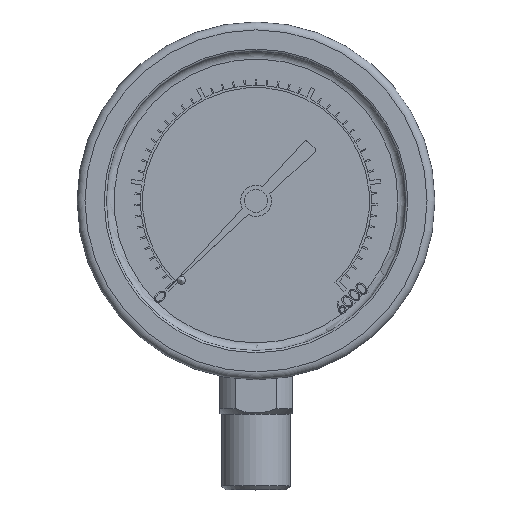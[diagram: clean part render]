
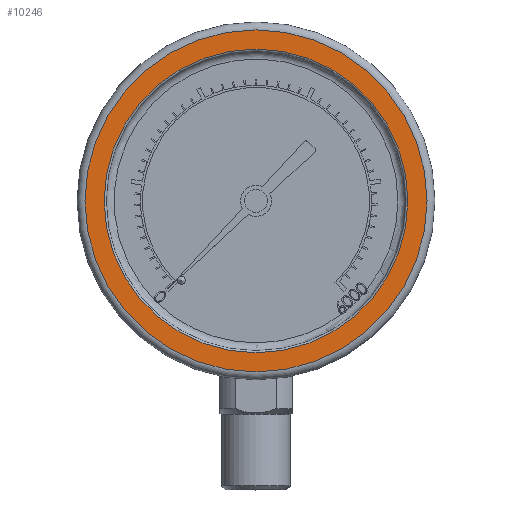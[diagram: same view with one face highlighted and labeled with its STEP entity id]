
A CAD part, top view. The second image highlights one B-rep face of the part: STEP entity #10246.
In plain terms, the highlighted planar face has unit normal (0, 0, 1).
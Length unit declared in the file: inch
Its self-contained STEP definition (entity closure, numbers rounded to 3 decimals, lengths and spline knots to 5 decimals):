
#246 = CARTESIAN_POINT ( 'NONE',  ( 0., 0., 0. ) ) ;
#2251 = AXIS2_PLACEMENT_3D ( 'NONE', #3357, #11537, #17102 ) ;
#3002 = VERTEX_POINT ( 'NONE', #6044 ) ;
#3357 = CARTESIAN_POINT ( 'NONE',  ( 0., 0., 0. ) ) ;
#3549 = EDGE_LOOP ( 'NONE', ( #17308 ) ) ;
#6044 = CARTESIAN_POINT ( 'NONE',  ( 1.151, 0., 0. ) ) ;
#7127 = VERTEX_POINT ( 'NONE', #14328 ) ;
#8208 = ORIENTED_EDGE ( 'NONE', *, *, #17408, .T. ) ;
#8366 = CARTESIAN_POINT ( 'NONE',  ( 0., 0., 0. ) ) ;
#8638 = FACE_BOUND ( 'NONE', #14611, .T. ) ;
#9121 = CIRCLE ( 'NONE', #10323, 1.151 ) ;
#9838 = PLANE ( 'NONE',  #12116 ) ;
#10246 = ADVANCED_FACE ( 'NONE', ( #8638, #12589 ), #9838, .T. ) ;
#10323 = AXIS2_PLACEMENT_3D ( 'NONE', #246, #11757, #11671 ) ;
#10931 = EDGE_CURVE ( 'NONE', #7127, #7127, #13287, .T. ) ;
#11537 = DIRECTION ( 'NONE',  ( 0., 0., 1. ) ) ;
#11671 = DIRECTION ( 'NONE',  ( 1., 0., 0. ) ) ;
#11757 = DIRECTION ( 'NONE',  ( 0., 0., -1. ) ) ;
#12116 = AXIS2_PLACEMENT_3D ( 'NONE', #8366, #14121, #15416 ) ;
#12589 = FACE_OUTER_BOUND ( 'NONE', #3549, .T. ) ;
#13287 = CIRCLE ( 'NONE', #2251, 1.2965 ) ;
#14121 = DIRECTION ( 'NONE',  ( 0., 0., 1. ) ) ;
#14328 = CARTESIAN_POINT ( 'NONE',  ( 1.2965, 0., 0. ) ) ;
#14611 = EDGE_LOOP ( 'NONE', ( #8208 ) ) ;
#15416 = DIRECTION ( 'NONE',  ( 1., 0., 0. ) ) ;
#17102 = DIRECTION ( 'NONE',  ( 1., 0., 0. ) ) ;
#17308 = ORIENTED_EDGE ( 'NONE', *, *, #10931, .T. ) ;
#17408 = EDGE_CURVE ( 'NONE', #3002, #3002, #9121, .T. ) ;
